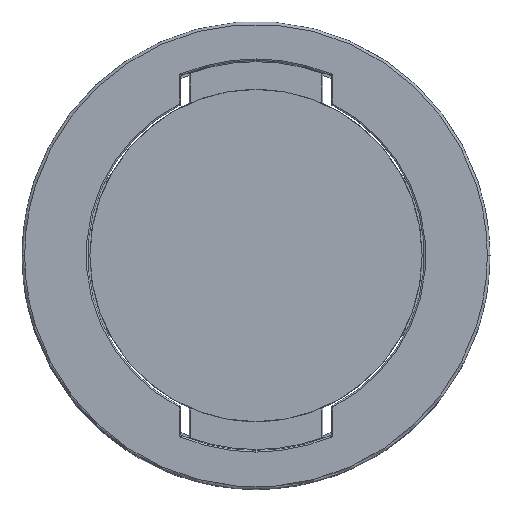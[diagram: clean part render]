
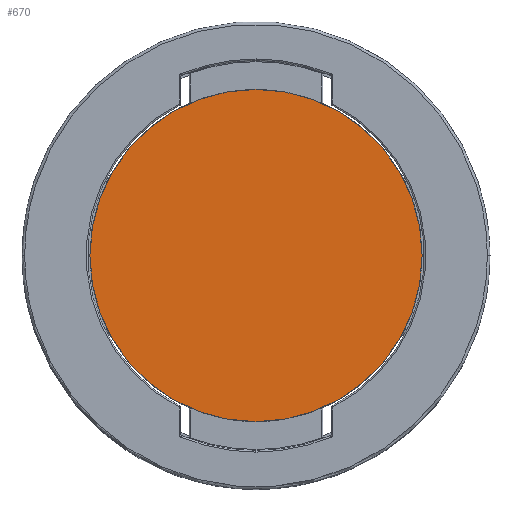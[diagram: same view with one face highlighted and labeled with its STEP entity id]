
A CAD part, top view. The second image highlights one B-rep face of the part: STEP entity #670.
In plain terms, the highlighted planar face has unit normal (0, 0, 1).
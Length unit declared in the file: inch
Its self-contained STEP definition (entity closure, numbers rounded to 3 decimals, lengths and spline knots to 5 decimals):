
#670=ADVANCED_FACE('',(#1336),#1337,.F.);
#1336=FACE_OUTER_BOUND('',#2396,.T.);
#1337=PLANE('',#2397);
#2396=EDGE_LOOP('',(#4252,#4253));
#2397=AXIS2_PLACEMENT_3D('',#4254,#4255,#4256);
#4252=ORIENTED_EDGE('',*,*,#5036,.F.);
#4253=ORIENTED_EDGE('',*,*,#5037,.F.);
#4254=CARTESIAN_POINT('',(0.,0.14567,0.06276));
#4255=DIRECTION('',(0.,0.,-1.0));
#4256=DIRECTION('',(0.,1.0,0.));
#5036=EDGE_CURVE('',#6114,#6115,#6116,.T.);
#5037=EDGE_CURVE('',#6115,#6114,#6117,.T.);
#6114=VERTEX_POINT('',#7928);
#6115=VERTEX_POINT('',#7929);
#6116=CIRCLE('',#7930,0.48917);
#6117=CIRCLE('',#7931,0.48917);
#7928=CARTESIAN_POINT('',(-0.48917,0.14567,0.06276));
#7929=CARTESIAN_POINT('',(0.48917,0.14567,0.06276));
#7930=AXIS2_PLACEMENT_3D('',#8958,#8959,#8960);
#7931=AXIS2_PLACEMENT_3D('',#8961,#8962,#8963);
#8958=CARTESIAN_POINT('',(0.0,0.14567,0.06276));
#8959=DIRECTION('',(0.,0.,-1.0));
#8960=DIRECTION('',(-1.0,0.,0.));
#8961=CARTESIAN_POINT('',(0.0,0.14567,0.06276));
#8962=DIRECTION('',(0.,0.,-1.0));
#8963=DIRECTION('',(-1.0,0.,0.));
